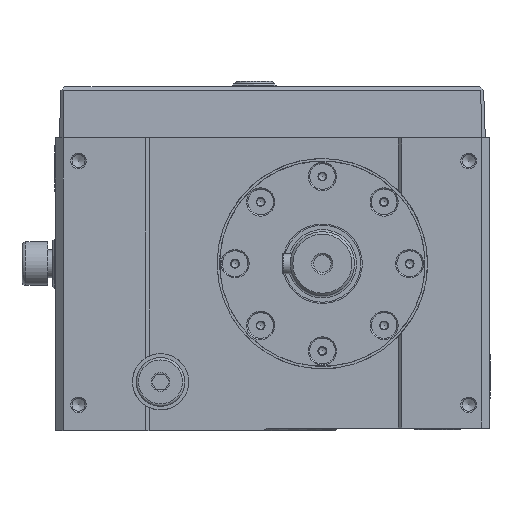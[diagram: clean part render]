
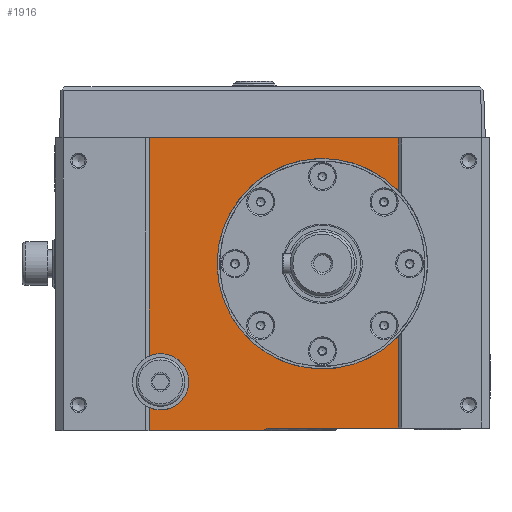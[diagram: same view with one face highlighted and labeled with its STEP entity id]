
A CAD part, left-side view. The second image highlights one B-rep face of the part: STEP entity #1916.
In plain terms, the highlighted planar face has unit normal (-1, 0, 0).
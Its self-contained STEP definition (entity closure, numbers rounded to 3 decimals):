
#1916 = ADVANCED_FACE( '', ( #4508 ), #4509, .T. );
#4508 = FACE_OUTER_BOUND( '', #7791, .T. );
#4509 = PLANE( '', #7792 );
#7791 = EDGE_LOOP( '', ( #13145, #13146, #13147, #13148, #13149, #13150, #13151, #13152, #13153, #13154 ) );
#7792 = AXIS2_PLACEMENT_3D( '', #13155, #13156, #13157 );
#13145 = ORIENTED_EDGE( '', *, *, #18725, .F. );
#13146 = ORIENTED_EDGE( '', *, *, #18585, .T. );
#13147 = ORIENTED_EDGE( '', *, *, #18726, .F. );
#13148 = ORIENTED_EDGE( '', *, *, #18727, .T. );
#13149 = ORIENTED_EDGE( '', *, *, #18728, .F. );
#13150 = ORIENTED_EDGE( '', *, *, #18729, .T. );
#13151 = ORIENTED_EDGE( '', *, *, #17868, .F. );
#13152 = ORIENTED_EDGE( '', *, *, #17478, .T. );
#13153 = ORIENTED_EDGE( '', *, *, #18430, .F. );
#13154 = ORIENTED_EDGE( '', *, *, #17091, .T. );
#13155 = CARTESIAN_POINT( '', ( 39.398, -186.856, 59.091 ) );
#13156 = DIRECTION( '', ( -1., 0., 0. ) );
#13157 = DIRECTION( '', ( 0., 0., 1. ) );
#17091 = EDGE_CURVE( '', #20055, #20059, #20061, .T. );
#17478 = EDGE_CURVE( '', #20715, #20719, #20721, .T. );
#17868 = EDGE_CURVE( '', #20715, #21346, #21347, .T. );
#18430 = EDGE_CURVE( '', #20055, #20719, #22190, .T. );
#18585 = EDGE_CURVE( '', #22411, #22415, #22417, .T. );
#18725 = EDGE_CURVE( '', #22411, #20059, #22612, .T. );
#18726 = EDGE_CURVE( '', #22613, #22415, #22614, .T. );
#18727 = EDGE_CURVE( '', #22613, #22615, #22616, .T. );
#18728 = EDGE_CURVE( '', #22617, #22615, #22618, .T. );
#18729 = EDGE_CURVE( '', #22617, #21346, #22619, .T. );
#20055 = VERTEX_POINT( '', #24572 );
#20059 = VERTEX_POINT( '', #24578 );
#20061 = LINE( '', #24580, #24581 );
#20715 = VERTEX_POINT( '', #25982 );
#20719 = VERTEX_POINT( '', #25987 );
#20721 = LINE( '', #25990, #25991 );
#21346 = VERTEX_POINT( '', #27271 );
#21347 = CIRCLE( '', #27272, 41. );
#22190 = LINE( '', #28758, #28759 );
#22411 = VERTEX_POINT( '', #29163 );
#22415 = VERTEX_POINT( '', #29168 );
#22417 = LINE( '', #29171, #29172 );
#22612 = CIRCLE( '', #29525, 11. );
#22613 = VERTEX_POINT( '', #29526 );
#22614 = LINE( '', #29527, #29528 );
#22615 = VERTEX_POINT( '', #29529 );
#22616 = B_SPLINE_CURVE_WITH_KNOTS( '', 3, ( #29530, #29531, #29532, #29533, #29534, #29535, #29536, #29537, #29538, #29539, #29540, #29541, #29542 ), .UNSPECIFIED., .F., .F., ( 4, 3, 3, 3, 4 ), ( 0., 0.49, 0.979, 1.469, 1.958 ), .UNSPECIFIED. );
#22617 = VERTEX_POINT( '', #29543 );
#22618 = LINE( '', #29544, #29545 );
#22619 = LINE( '', #29546, #29547 );
#24572 = CARTESIAN_POINT( '', ( 39.398, -175.479, 113. ) );
#24578 = CARTESIAN_POINT( '', ( 39.398, -175.479, 28.037 ) );
#24580 = CARTESIAN_POINT( '', ( 39.398, -175.479, 0. ) );
#24581 = VECTOR( '', #31768, 1000. );
#25982 = CARTESIAN_POINT( '', ( 39.398, -272.479, 92.474 ) );
#25987 = CARTESIAN_POINT( '', ( 39.398, -272.479, 113. ) );
#25990 = CARTESIAN_POINT( '', ( 39.398, -272.479, 0. ) );
#25991 = VECTOR( '', #32205, 1000. );
#27271 = CARTESIAN_POINT( '', ( 39.398, -272.479, 35.526 ) );
#27272 = AXIS2_PLACEMENT_3D( '', #32724, #32725, #32726 );
#28758 = CARTESIAN_POINT( '', ( 39.398, 0., 113. ) );
#28759 = VECTOR( '', #33347, 1000. );
#29163 = CARTESIAN_POINT( '', ( 39.398, -175.479, 7.963 ) );
#29168 = CARTESIAN_POINT( '', ( 39.398, -175.479, -1. ) );
#29171 = CARTESIAN_POINT( '', ( 39.398, -175.479, 0. ) );
#29172 = VECTOR( '', #33504, 1000. );
#29525 = AXIS2_PLACEMENT_3D( '', #33652, #33653, #33654 );
#29526 = CARTESIAN_POINT( '', ( 39.398, -220.129, -1. ) );
#29527 = CARTESIAN_POINT( '', ( 39.398, 0., -1. ) );
#29528 = VECTOR( '', #33655, 1000. );
#29529 = CARTESIAN_POINT( '', ( 39.398, -221.812, 0. ) );
#29530 = CARTESIAN_POINT( '', ( 39.398, -220.129, -1. ) );
#29531 = CARTESIAN_POINT( '', ( 39.398, -220.27, -0.917 ) );
#29532 = CARTESIAN_POINT( '', ( 39.398, -220.41, -0.835 ) );
#29533 = CARTESIAN_POINT( '', ( 39.398, -220.551, -0.752 ) );
#29534 = CARTESIAN_POINT( '', ( 39.398, -220.691, -0.669 ) );
#29535 = CARTESIAN_POINT( '', ( 39.398, -220.832, -0.586 ) );
#29536 = CARTESIAN_POINT( '', ( 39.398, -220.972, -0.502 ) );
#29537 = CARTESIAN_POINT( '', ( 39.398, -221.112, -0.419 ) );
#29538 = CARTESIAN_POINT( '', ( 39.398, -221.252, -0.335 ) );
#29539 = CARTESIAN_POINT( '', ( 39.398, -221.392, -0.252 ) );
#29540 = CARTESIAN_POINT( '', ( 39.398, -221.532, -0.168 ) );
#29541 = CARTESIAN_POINT( '', ( 39.398, -221.672, -0.084 ) );
#29542 = CARTESIAN_POINT( '', ( 39.398, -221.812, 0. ) );
#29543 = CARTESIAN_POINT( '', ( 39.398, -272.479, 0. ) );
#29544 = CARTESIAN_POINT( '', ( 39.398, 0., 0. ) );
#29545 = VECTOR( '', #33656, 1000. );
#29546 = CARTESIAN_POINT( '', ( 39.398, -272.479, 0. ) );
#29547 = VECTOR( '', #33657, 1000. );
#31768 = DIRECTION( '', ( 0., 0., -1. ) );
#32205 = DIRECTION( '', ( 0., 0., 1. ) );
#32724 = CARTESIAN_POINT( '', ( 39.398, -242.979, 64. ) );
#32725 = DIRECTION( '', ( -1., 0., 0. ) );
#32726 = DIRECTION( '', ( 0., -1., 0. ) );
#33347 = DIRECTION( '', ( 0., -1., 0. ) );
#33504 = DIRECTION( '', ( 0., 0., -1. ) );
#33652 = CARTESIAN_POINT( '', ( 39.398, -179.979, 18. ) );
#33653 = DIRECTION( '', ( -1., 0., 0. ) );
#33654 = DIRECTION( '', ( 0., -1., 0. ) );
#33655 = DIRECTION( '', ( 0., 1., 0. ) );
#33656 = DIRECTION( '', ( 0., 1., 0. ) );
#33657 = DIRECTION( '', ( 0., 0., 1. ) );
